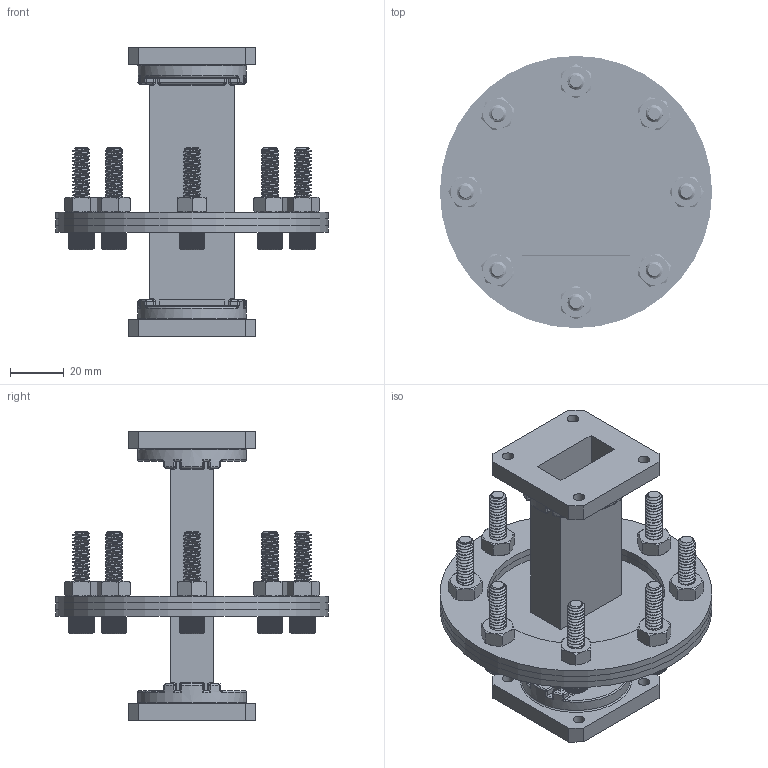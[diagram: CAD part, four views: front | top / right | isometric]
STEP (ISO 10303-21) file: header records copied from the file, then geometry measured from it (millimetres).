
FILE_DESCRIPTION (( 'STEP AP203' ), '1' );
FILE_NAME ('PEWAD5016_3D.step', '2021-09-12T15:48:40', ( '' ), ( '' ), 'SwSTEP 2.0', 'SolidWorks 2021', '' );
FILE_SCHEMA (( 'CONFIG_CONTROL_DESIGN' ));
Products named in the file (1): PEWAD5016_3D
Bounding box: 101.6 x 101.6 x 107.95 mm (x, y, z)
Volume: 102165.4 mm3; surface area: 81108.8 mm2
Topology: 19 solids, 19 shells, 2199 faces, 5055 edges, 2882 vertices
Faces by surface type: plane 1220, cone 656, cylinder 187, torus 56, bspline 46, sphere 34
Full cylindrical faces by diameter (mm): 4.293 x8, 5.196 x3, 40.64 x2, 66.04 x2, 101.6 x3
Entity records: 90308 total; most frequent: CARTESIAN_POINT 45921, ORIENTED_EDGE 9934, DIRECTION 7945, EDGE_CURVE 4967, AXIS2_PLACEMENT_3D 3204, VERTEX_POINT 2864, EDGE_LOOP 2299, B_SPLINE_CURVE_WITH_KNOTS 2280
